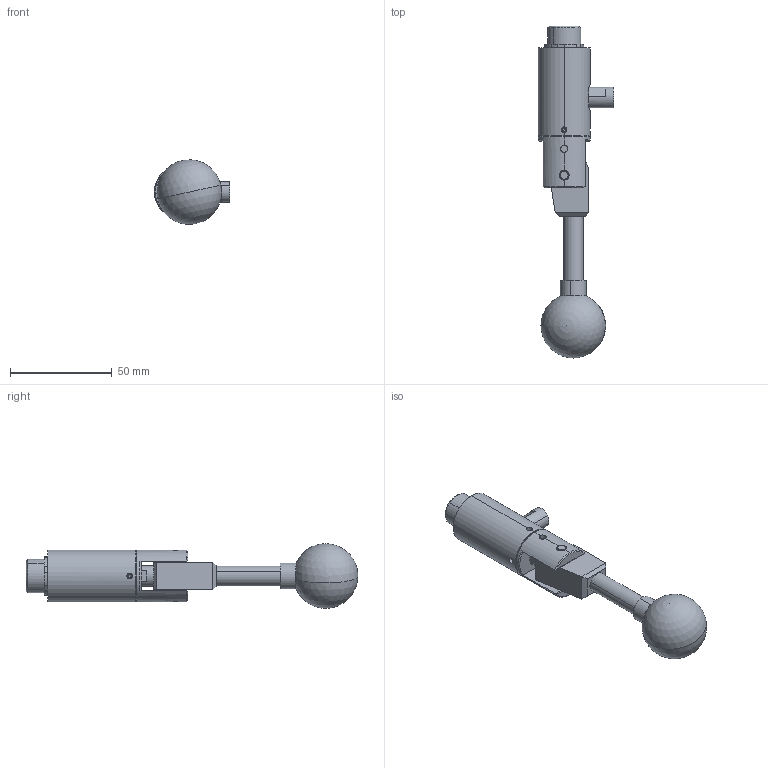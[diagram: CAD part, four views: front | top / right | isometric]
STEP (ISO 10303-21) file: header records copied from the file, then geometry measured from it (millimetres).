
FILE_DESCRIPTION (( 'STEP AP214' ), '1' );
FILE_NAME ('CTSC-003945.STEP', '2025-05-05T18:07:17', ( '' ), ( '' ), 'SwSTEP 2.0', 'SolidWorks 2023', '' );
FILE_SCHEMA (( 'AUTOMOTIVE_DESIGN' ));
Length unit declared in the file: inch
Products named in the file (1): CTSC-003945
Bounding box: 36.96 x 162.74 x 31.74 mm (x, y, z)
Volume: 55757.8 mm3; surface area: 21087.5 mm2
Topology: 13 solids, 14 shells, 460 faces, 1070 edges, 644 vertices
Faces by surface type: plane 168, cylinder 161, cone 112, bspline 15, sphere 2, torus 2
Entity records: 24442 total; most frequent: CARTESIAN_POINT 8438, ORIENTED_EDGE 2094, DIRECTION 2043, EDGE_CURVE 1047, AXIS2_PLACEMENT_3D 790, VERTEX_POINT 641, EDGE_LOOP 512, LINE 463
